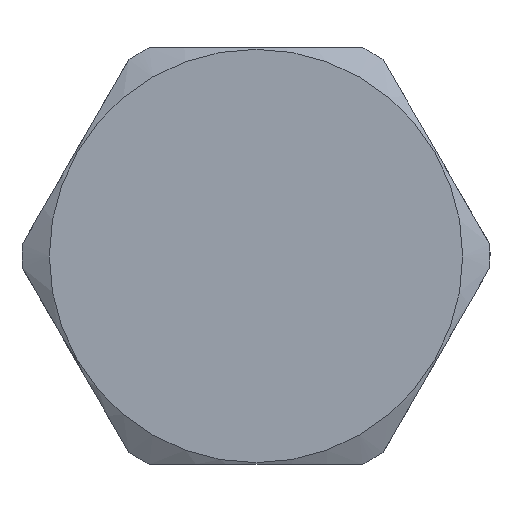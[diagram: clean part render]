
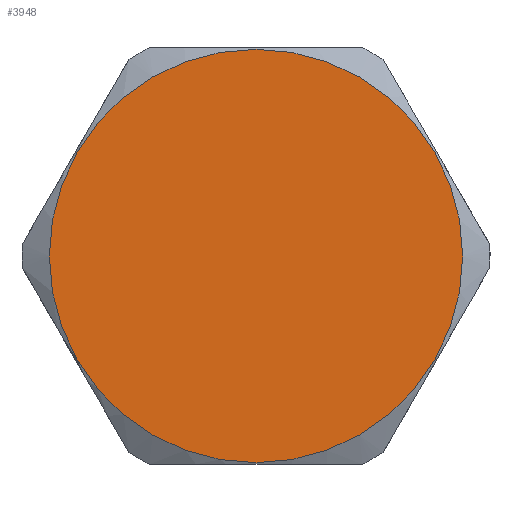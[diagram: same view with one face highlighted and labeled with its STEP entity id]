
A CAD part, left-side view. The second image highlights one B-rep face of the part: STEP entity #3948.
In plain terms, the highlighted planar face has unit normal (-1, 0, 0).
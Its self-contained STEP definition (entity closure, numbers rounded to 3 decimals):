
#317 = CARTESIAN_POINT ( 'NONE',  ( -29.375, 0., 9.45 ) ) ;
#405 = CARTESIAN_POINT ( 'NONE',  ( -29.375, 0., -9.45 ) ) ;
#1164 = CIRCLE ( 'NONE', #4209, 9.45 ) ;
#1320 = FACE_OUTER_BOUND ( 'NONE', #6018, .T. ) ;
#1568 = CARTESIAN_POINT ( 'NONE',  ( -29.375, 0., 0. ) ) ;
#1569 = DIRECTION ( 'NONE',  ( 1., 0., 0. ) ) ;
#1570 = DIRECTION ( 'NONE',  ( 0., 0., -1. ) ) ;
#2825 = CARTESIAN_POINT ( 'NONE',  ( -29.375, 0., 0. ) ) ;
#2826 = DIRECTION ( 'NONE',  ( 1., 0., 0. ) ) ;
#2827 = DIRECTION ( 'NONE',  ( 0., 0., -1. ) ) ;
#3502 = EDGE_CURVE ( 'NONE', #3721, #3812, #4896, .T. ) ;
#3721 = VERTEX_POINT ( 'NONE', #317 ) ;
#3812 = VERTEX_POINT ( 'NONE', #405 ) ;
#3948 = ADVANCED_FACE ( 'NONE', ( #1320 ), #5446, .F. ) ;
#4043 = EDGE_CURVE ( 'NONE', #3812, #3721, #1164, .T. ) ;
#4209 = AXIS2_PLACEMENT_3D ( 'NONE', #2825, #2826, #2827 ) ;
#4896 = CIRCLE ( 'NONE', #6160, 9.45 ) ;
#5444 = CARTESIAN_POINT ( 'NONE',  ( -29.375, 0., 0. ) ) ;
#5446 = PLANE ( 'NONE',  #6071 ) ;
#5449 = DIRECTION ( 'NONE',  ( 1., 0., 0. ) ) ;
#5450 = DIRECTION ( 'NONE',  ( 0., 0., -1. ) ) ;
#5782 = ORIENTED_EDGE ( 'NONE', *, *, #4043, .F. ) ;
#5928 = ORIENTED_EDGE ( 'NONE', *, *, #3502, .F. ) ;
#6018 = EDGE_LOOP ( 'NONE', ( #5782, #5928 ) ) ;
#6071 = AXIS2_PLACEMENT_3D ( 'NONE', #5444, #5449, #5450 ) ;
#6160 = AXIS2_PLACEMENT_3D ( 'NONE', #1568, #1569, #1570 ) ;
